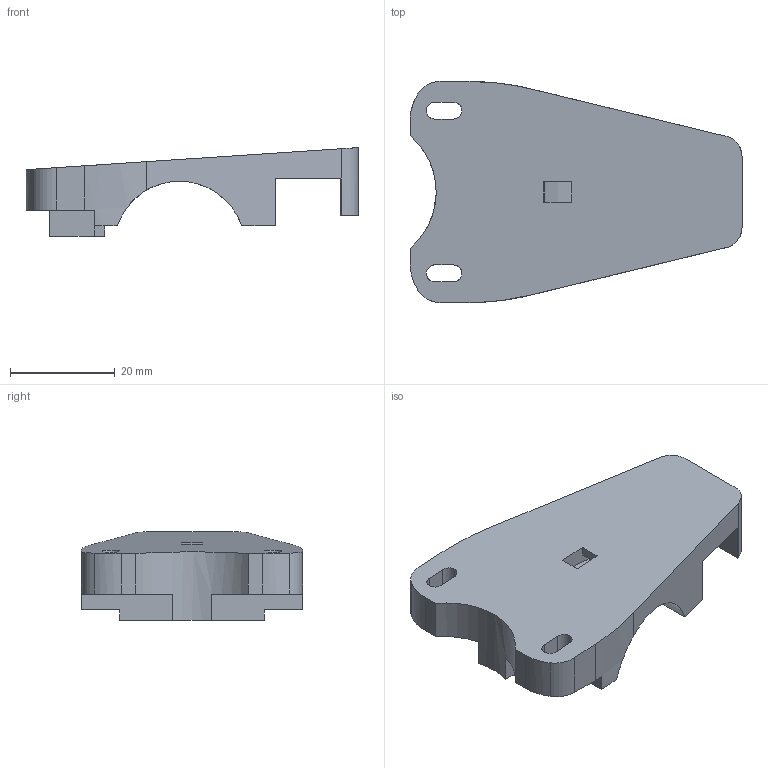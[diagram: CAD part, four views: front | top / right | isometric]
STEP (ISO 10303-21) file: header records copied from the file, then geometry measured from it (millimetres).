
FILE_DESCRIPTION(/* description */ (''),/* implementation_level */ '2;1');
FILE_NAME(/* name */ 'Vacuum Pump Bracket.step',/* time_stamp */ '2020-09-03T09:07:41+02:00',/* author */ (''),/* organization */ (''),/* preprocessor_version */ 'ST-DEVELOPER v18.1',/* originating_system */ 'Autodesk Translation Framework v9.2.0.1227',/* authorisation */ '');
FILE_SCHEMA (('AUTOMOTIVE_DESIGN { 1 0 10303 214 3 1 1 }'));
Length unit declared in the file: millimetre
Products named in the file (1): Vacuum Pump Bracket Simple
Bounding box: 63.25 x 42.12 x 16.9 mm (x, y, z)
Volume: 15078.3 mm3; surface area: 7215.3 mm2
Topology: 1 solids, 1 shells, 60 faces, 178 edges, 118 vertices
Faces by surface type: plane 42, cylinder 18
Entity records: 2063 total; most frequent: CARTESIAN_POINT 373, ORIENTED_EDGE 356, DIRECTION 338, EDGE_CURVE 178, LINE 136, VECTOR 136, VERTEX_POINT 118, AXIS2_PLACEMENT_3D 101
